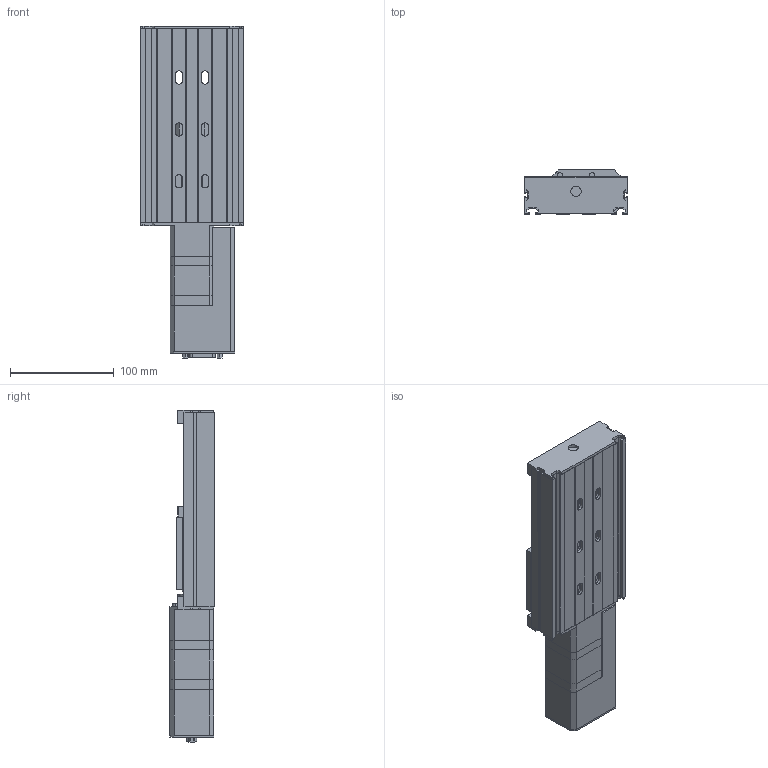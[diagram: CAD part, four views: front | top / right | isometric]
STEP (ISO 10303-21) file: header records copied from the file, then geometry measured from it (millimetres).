
FILE_DESCRIPTION (( 'STEP AP203' ), '1' );
FILE_NAME ('LRQ075xL-E01T3A.step', '2023-05-17T23:45:13', ( '' ), ( '' ), 'SwSTEP 2.0', 'SolidWorks 2019', '' );
FILE_SCHEMA (( 'CONFIG_CONTROL_DESIGN' ));
Length unit declared in the file: millimetre
Products named in the file (4): LRQ_base^LRQ_LRQ075L; LRQ075xL-E01T3A; LRQ_carriage^LRQ_LRQ; NMS17_motor^LRQ_LRQ-T3A
Assembly tree (3 placements, depth 2):
  LRQ075xL-E01T3A
    LRQ_base^LRQ_LRQ075L
    LRQ_carriage^LRQ_LRQ
    NMS17_motor^LRQ_LRQ-T3A
Bounding box: 100 x 42.5 x 320.01 mm (x, y, z)
Volume: 704481.3 mm3; surface area: 211784.1 mm2
Topology: 34 solids, 34 shells, 805 faces, 2013 edges, 1331 vertices
Faces by surface type: plane 520, cylinder 251, cone 26, torus 8
Entity records: 24704 total; most frequent: CARTESIAN_POINT 4471, DIRECTION 4152, ORIENTED_EDGE 4010, EDGE_CURVE 2005, VECTOR 1400, LINE 1400, AXIS2_PLACEMENT_3D 1376, VERTEX_POINT 1331
